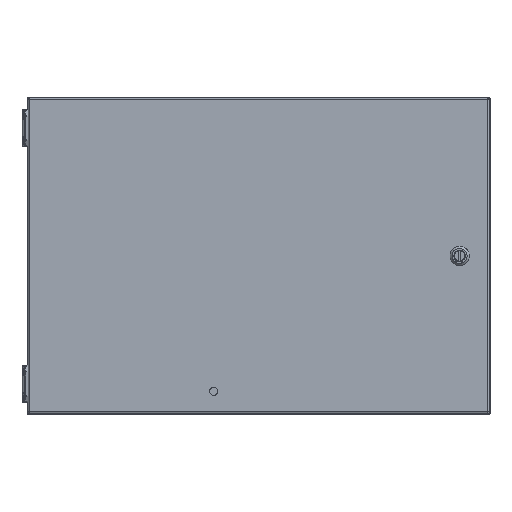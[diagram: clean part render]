
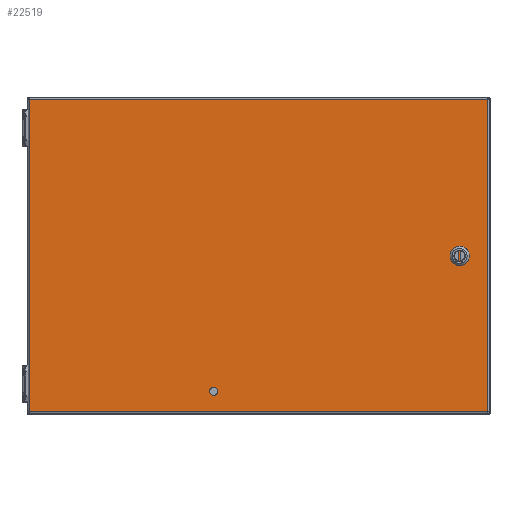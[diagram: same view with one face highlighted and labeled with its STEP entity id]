
A CAD part, top view. The second image highlights one B-rep face of the part: STEP entity #22519.
In plain terms, the highlighted planar face has unit normal (0, 0, 1).
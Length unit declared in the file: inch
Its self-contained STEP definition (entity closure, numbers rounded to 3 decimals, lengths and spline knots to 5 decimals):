
#79 = CARTESIAN_POINT ( 'NONE',  ( -4.2832, -6.41016, 2.63453 ) ) ;
#2737 = DIRECTION ( 'NONE',  ( 1., 0., 0. ) ) ;
#2891 = VECTOR ( 'NONE', #43293, 39.37008 ) ;
#3426 = CARTESIAN_POINT ( 'NONE',  ( -9.4107, 6.41, 2.63453 ) ) ;
#6403 = ORIENTED_EDGE ( 'NONE', *, *, #38545, .T. ) ;
#9676 = CARTESIAN_POINT ( 'NONE',  ( -4.2832, 1.2824, 2.63453 ) ) ;
#10154 = FACE_OUTER_BOUND ( 'NONE', #19244, .T. ) ;
#10648 = CARTESIAN_POINT ( 'NONE',  ( -4.2832, 6.41, 2.63453 ) ) ;
#11165 = VERTEX_POINT ( 'NONE', #3426 ) ;
#14332 = EDGE_CURVE ( 'NONE', #45974, #19453, #28675, .T. ) ;
#15124 = EDGE_CURVE ( 'NONE', #38706, #45974, #36108, .T. ) ;
#19244 = EDGE_LOOP ( 'NONE', ( #42972, #6403, #21935, #23654 ) ) ;
#19453 = VERTEX_POINT ( 'NONE', #35065 ) ;
#20886 = PLANE ( 'NONE',  #22332 ) ;
#21575 = VECTOR ( 'NONE', #2737, 39.37008 ) ;
#21935 = ORIENTED_EDGE ( 'NONE', *, *, #15124, .T. ) ;
#21986 = LINE ( 'NONE', #32947, #36956 ) ;
#22332 = AXIS2_PLACEMENT_3D ( 'NONE', #9676, #39625, #46454 ) ;
#22519 = ADVANCED_FACE ( 'NONE', ( #10154 ), #20886, .T. ) ;
#23654 = ORIENTED_EDGE ( 'NONE', *, *, #14332, .T. ) ;
#25735 = VECTOR ( 'NONE', #33066, 39.37008 ) ;
#28675 = LINE ( 'NONE', #35748, #2891 ) ;
#30514 = CARTESIAN_POINT ( 'NONE',  ( 9.40945, -6.41016, 2.63453 ) ) ;
#32947 = CARTESIAN_POINT ( 'NONE',  ( -9.4107, 1.2824, 2.63453 ) ) ;
#33066 = DIRECTION ( 'NONE',  ( -1., 0., 0. ) ) ;
#35065 = CARTESIAN_POINT ( 'NONE',  ( 9.40945, 6.41, 2.63453 ) ) ;
#35748 = CARTESIAN_POINT ( 'NONE',  ( 9.40945, 1.2824, 2.63453 ) ) ;
#36108 = LINE ( 'NONE', #79, #21575 ) ;
#36587 = DIRECTION ( 'NONE',  ( 0., -1., 0. ) ) ;
#36956 = VECTOR ( 'NONE', #36587, 39.37008 ) ;
#38545 = EDGE_CURVE ( 'NONE', #11165, #38706, #21986, .T. ) ;
#38706 = VERTEX_POINT ( 'NONE', #44620 ) ;
#39625 = DIRECTION ( 'NONE',  ( 0., 0., 1. ) ) ;
#41089 = EDGE_CURVE ( 'NONE', #19453, #11165, #44012, .T. ) ;
#42972 = ORIENTED_EDGE ( 'NONE', *, *, #41089, .T. ) ;
#43293 = DIRECTION ( 'NONE',  ( 0., 1., 0. ) ) ;
#44012 = LINE ( 'NONE', #10648, #25735 ) ;
#44620 = CARTESIAN_POINT ( 'NONE',  ( -9.4107, -6.41016, 2.63453 ) ) ;
#45974 = VERTEX_POINT ( 'NONE', #30514 ) ;
#46454 = DIRECTION ( 'NONE',  ( 1., 0., 0. ) ) ;
